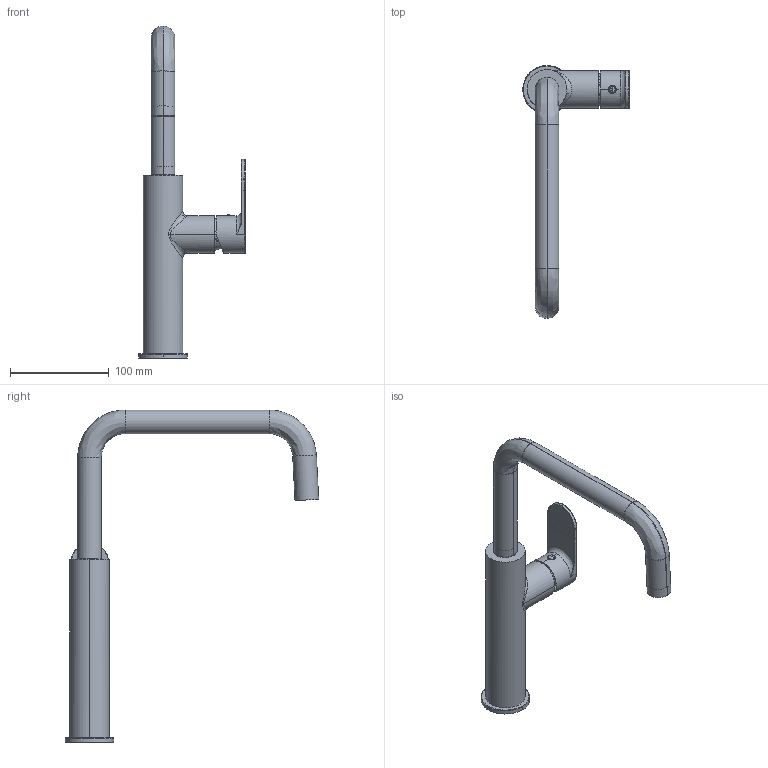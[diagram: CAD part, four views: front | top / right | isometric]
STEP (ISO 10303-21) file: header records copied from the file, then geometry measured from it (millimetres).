
FILE_DESCRIPTION(/* description */ (''),/* implementation_level */ '2;1');
FILE_NAME(/* name */ 'STEP - 164072201_2265235',/* time_stamp */ '2024-04-30T08:40:20+10:00',/* author */ (''),/* organization */ (''),/* preprocessor_version */ 'ST-DEVELOPER v16.5',/* originating_system */ 'Rhino 7.23',/* authorisation */ '');
FILE_SCHEMA (('AUTOMOTIVE_DESIGN'));
Length unit declared in the file: millimetre
Products named in the file (1): Document
Bounding box: 107.57 x 256.48 x 336 mm (x, y, z)
Volume: 161169.5 mm3; surface area: 179832.4 mm2
Topology: 28 solids, 33 shells, 2627 faces, 6394 edges, 4092 vertices
Faces by surface type: plane 1546, cylinder 677, bspline 404
Entity records: 89909 total; most frequent: CARTESIAN_POINT 46503, ORIENTED_EDGE 12726, EDGE_CURVE 6371, B_SPLINE_CURVE_WITH_KNOTS 4823, VERTEX_POINT 4092, EDGE_LOOP 2977, ADVANCED_FACE 2627, FACE_OUTER_BOUND 2627
